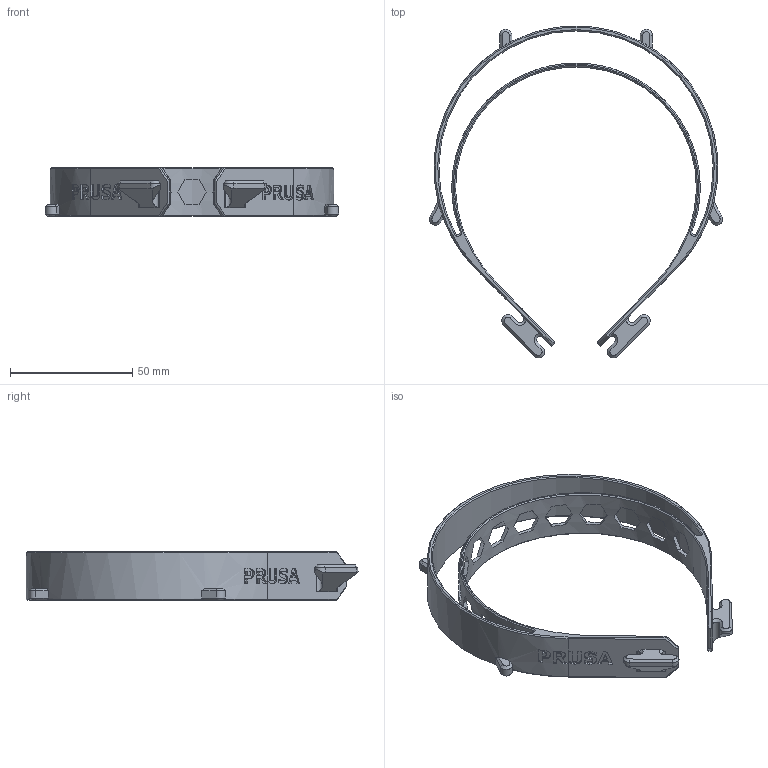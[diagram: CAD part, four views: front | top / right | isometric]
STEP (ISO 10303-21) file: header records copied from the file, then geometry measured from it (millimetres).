
FILE_DESCRIPTION(/* description */ (''),/* implementation_level */ '2;1');
FILE_NAME(/* name */ 'COVID19_SHILED_R1.stp',/* time_stamp */ '2020-03-24T13:52:23+01:00',/* author */ ('krout'),/* organization */ (''),/* preprocessor_version */ 'ST-DEVELOPER v17.2',/* originating_system */ 'Autodesk Inventor 2019',/* authorisation */ '');
FILE_SCHEMA (('AUTOMOTIVE_DESIGN { 1 0 10303 214 3 1 1 }'));
Length unit declared in the file: millimetre
Products named in the file (1): slotíky
Bounding box: 119.7 x 135.56 x 20 mm (x, y, z)
Volume: 21493.8 mm3; surface area: 23404.7 mm2
Topology: 1 solids, 1 shells, 419 faces, 1128 edges, 732 vertices
Faces by surface type: plane 261, bspline 85, cone 40, cylinder 33
Entity records: 14374 total; most frequent: CARTESIAN_POINT 4114, ORIENTED_EDGE 2256, DIRECTION 1928, EDGE_CURVE 1128, VERTEX_POINT 732, AXIS2_PLACEMENT_3D 655, LINE 618, VECTOR 618
